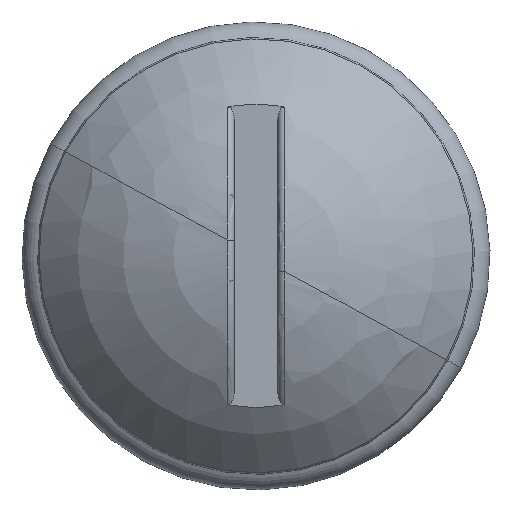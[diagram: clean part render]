
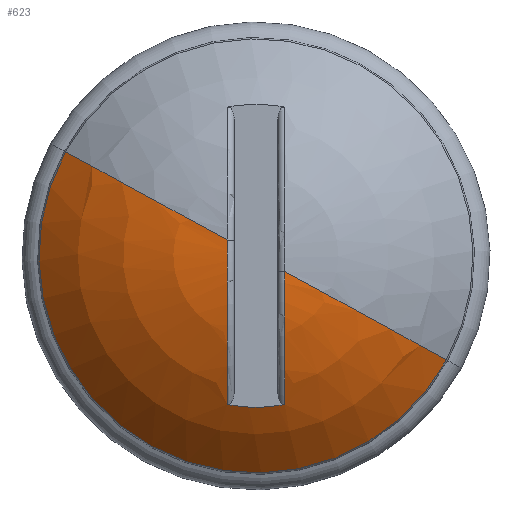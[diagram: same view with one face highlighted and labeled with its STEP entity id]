
A CAD part, top view. The second image highlights one B-rep face of the part: STEP entity #623.
In plain terms, the highlighted spherical face has radius 9 mm.
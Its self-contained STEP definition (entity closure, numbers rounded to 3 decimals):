
#62=AXIS2_PLACEMENT_3D('Circle Axis2P3D',#60,#61,$) ;
#350=AXIS2_PLACEMENT_3D('Circle Axis2P3D',#348,#349,$) ;
#582=AXIS2_PLACEMENT_3D('Sphere Axis2P3D',#579,#580,#581) ;
#586=AXIS2_PLACEMENT_3D('Circle Axis2P3D',#584,#585,$) ;
#591=AXIS2_PLACEMENT_3D('Circle Axis2P3D',#589,#590,$) ;
#41=CARTESIAN_POINT('Vertex',(1.397,10.834,7.456)) ;
#57=CARTESIAN_POINT('Vertex',(13.603,4.166,7.456)) ;
#60=CARTESIAN_POINT('Axis2P3D Location',(7.5,7.5,7.456)) ;
#345=CARTESIAN_POINT('Vertex',(6.58,8.003,10.682)) ;
#348=CARTESIAN_POINT('Axis2P3D Location',(6.58,7.5,1.743)) ;
#352=CARTESIAN_POINT('Vertex',(6.58,2.736,9.323)) ;
#479=CARTESIAN_POINT('Control Point',(6.8,2.699,9.323)) ;
#480=CARTESIAN_POINT('Control Point',(6.756,2.705,9.323)) ;
#481=CARTESIAN_POINT('Control Point',(6.712,2.712,9.323)) ;
#482=CARTESIAN_POINT('Control Point',(6.667,2.719,9.323)) ;
#483=CARTESIAN_POINT('Control Point',(6.623,2.727,9.323)) ;
#484=CARTESIAN_POINT('Control Point',(6.58,2.736,9.323)) ;
#485=CARTESIAN_POINT('Vertex',(6.8,2.699,9.323)) ;
#489=CARTESIAN_POINT('Control Point',(8.2,2.699,9.323)) ;
#490=CARTESIAN_POINT('Control Point',(7.922,2.658,9.323)) ;
#491=CARTESIAN_POINT('Control Point',(7.641,2.638,9.323)) ;
#492=CARTESIAN_POINT('Control Point',(7.359,2.638,9.323)) ;
#493=CARTESIAN_POINT('Control Point',(7.078,2.658,9.323)) ;
#494=CARTESIAN_POINT('Control Point',(6.8,2.699,9.323)) ;
#495=CARTESIAN_POINT('Vertex',(8.2,2.699,9.323)) ;
#499=CARTESIAN_POINT('Control Point',(8.2,2.699,9.323)) ;
#500=CARTESIAN_POINT('Control Point',(8.244,2.705,9.323)) ;
#501=CARTESIAN_POINT('Control Point',(8.288,2.712,9.323)) ;
#502=CARTESIAN_POINT('Control Point',(8.333,2.719,9.323)) ;
#503=CARTESIAN_POINT('Control Point',(8.377,2.727,9.323)) ;
#504=CARTESIAN_POINT('Control Point',(8.42,2.736,9.323)) ;
#505=CARTESIAN_POINT('Vertex',(8.42,2.736,9.323)) ;
#579=CARTESIAN_POINT('Axis2P3D Location',(7.5,7.5,1.743)) ;
#584=CARTESIAN_POINT('Axis2P3D Location',(7.5,7.5,1.743)) ;
#589=CARTESIAN_POINT('Axis2P3D Location',(7.5,7.5,1.743)) ;
#593=CARTESIAN_POINT('Vertex',(8.42,6.997,10.682)) ;
#597=CARTESIAN_POINT('Control Point',(8.42,6.997,10.682)) ;
#598=CARTESIAN_POINT('Control Point',(8.42,6.941,10.679)) ;
#599=CARTESIAN_POINT('Control Point',(8.42,6.882,10.675)) ;
#600=CARTESIAN_POINT('Control Point',(8.42,6.818,10.67)) ;
#601=CARTESIAN_POINT('Control Point',(8.42,6.633,10.655)) ;
#602=CARTESIAN_POINT('Control Point',(8.42,6.395,10.63)) ;
#603=CARTESIAN_POINT('Control Point',(8.42,6.22,10.607)) ;
#604=CARTESIAN_POINT('Control Point',(8.42,5.825,10.548)) ;
#605=CARTESIAN_POINT('Control Point',(8.42,5.246,10.414)) ;
#606=CARTESIAN_POINT('Control Point',(8.42,4.965,10.338)) ;
#607=CARTESIAN_POINT('Control Point',(8.42,4.353,10.142)) ;
#608=CARTESIAN_POINT('Control Point',(8.42,3.702,9.862)) ;
#609=CARTESIAN_POINT('Control Point',(8.42,3.373,9.701)) ;
#610=CARTESIAN_POINT('Control Point',(8.42,3.051,9.521)) ;
#611=CARTESIAN_POINT('Control Point',(8.42,2.736,9.323)) ;
#61=DIRECTION('Axis2P3D Direction',(0.,0.,-1.)) ;
#349=DIRECTION('Axis2P3D Direction',(1.,0.,0.)) ;
#580=DIRECTION('Axis2P3D Direction',(0.,0.,-1.)) ;
#581=DIRECTION('Axis2P3D XDirection',(0.878,-0.479,0.)) ;
#585=DIRECTION('Axis2P3D Direction',(-0.479,-0.878,0.)) ;
#590=DIRECTION('Axis2P3D Direction',(0.479,0.878,0.)) ;
#614=ORIENTED_EDGE('',*,*,#497,.T.) ;
#615=ORIENTED_EDGE('',*,*,#487,.F.) ;
#616=ORIENTED_EDGE('',*,*,#354,.F.) ;
#617=ORIENTED_EDGE('',*,*,#588,.T.) ;
#618=ORIENTED_EDGE('',*,*,#64,.F.) ;
#619=ORIENTED_EDGE('',*,*,#595,.F.) ;
#620=ORIENTED_EDGE('',*,*,#612,.T.) ;
#621=ORIENTED_EDGE('',*,*,#507,.F.) ;
#623=ADVANCED_FACE('hauptk\X2\00F6\X0\rper',(#622),#583,.T.) ;
#478=B_SPLINE_CURVE_WITH_KNOTS('',5,(#479,#480,#481,#482,#483,#484),.UNSPECIFIED.,.F.,.U.,(6,6),(0.,0.471),.UNSPECIFIED.) ;
#488=B_SPLINE_CURVE_WITH_KNOTS('',5,(#489,#490,#491,#492,#493,#494),.UNSPECIFIED.,.F.,.U.,(6,6),(0.,2.96),.UNSPECIFIED.) ;
#498=B_SPLINE_CURVE_WITH_KNOTS('',5,(#499,#500,#501,#502,#503,#504),.UNSPECIFIED.,.F.,.U.,(6,6),(0.,0.471),.UNSPECIFIED.) ;
#596=B_SPLINE_CURVE_WITH_KNOTS('',5,(#597,#598,#599,#600,#601,#602,#603,#604,#605,#606,#607,#608,#609,#610,#611),.UNSPECIFIED.,.F.,.U.,(6,3,3,3,6),(0.,2.131,5.655,8.245,10.886),.UNSPECIFIED.) ;
#63=CIRCLE('generated circle',#62,6.955) ;
#351=CIRCLE('generated circle',#350,8.953) ;
#587=CIRCLE('generated circle',#586,9.) ;
#592=CIRCLE('generated circle',#591,9.) ;
#64=EDGE_CURVE('',#58,#42,#63,.T.) ;
#354=EDGE_CURVE('',#346,#353,#351,.T.) ;
#487=EDGE_CURVE('',#353,#486,#478,.F.) ;
#497=EDGE_CURVE('',#496,#486,#488,.T.) ;
#507=EDGE_CURVE('',#496,#506,#498,.T.) ;
#588=EDGE_CURVE('',#346,#42,#587,.T.) ;
#595=EDGE_CURVE('',#594,#58,#592,.T.) ;
#612=EDGE_CURVE('',#594,#506,#596,.T.) ;
#613=EDGE_LOOP('',(#614,#615,#616,#617,#618,#619,#620,#621)) ;
#622=FACE_OUTER_BOUND('',#613,.T.) ;
#583=SPHERICAL_SURFACE('',#582,9.) ;
#42=VERTEX_POINT('',#41) ;
#58=VERTEX_POINT('',#57) ;
#346=VERTEX_POINT('',#345) ;
#353=VERTEX_POINT('',#352) ;
#486=VERTEX_POINT('',#485) ;
#496=VERTEX_POINT('',#495) ;
#506=VERTEX_POINT('',#505) ;
#594=VERTEX_POINT('',#593) ;
